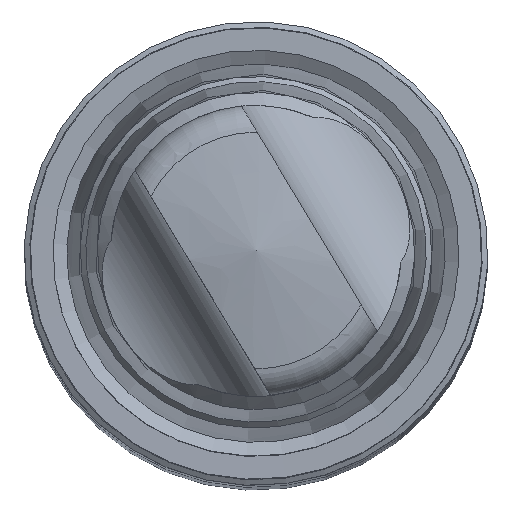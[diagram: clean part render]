
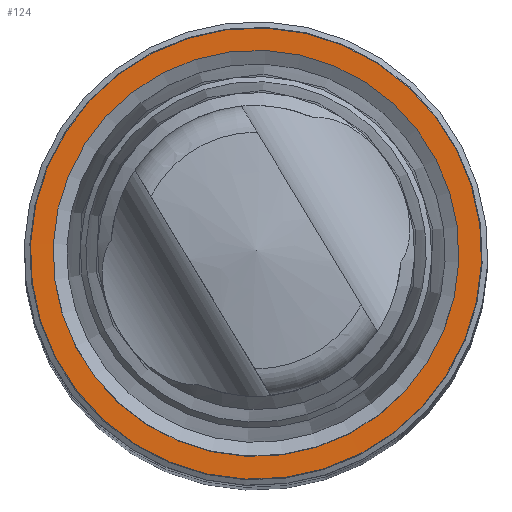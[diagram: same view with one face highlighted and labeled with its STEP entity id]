
A CAD part, top view. The second image highlights one B-rep face of the part: STEP entity #124.
In plain terms, the highlighted conical face has half-angle 89.9 degrees and reference radius 14.749 mm.
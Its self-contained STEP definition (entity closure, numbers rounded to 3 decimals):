
#75=CONICAL_SURFACE('',#432,14.749,89.9);
#101=FACE_BOUND('',#173,.T.);
#102=FACE_BOUND('',#174,.T.);
#124=ADVANCED_FACE('',(#101,#102),#75,.F.);
#173=EDGE_LOOP('',(#233));
#174=EDGE_LOOP('',(#234));
#233=ORIENTED_EDGE('',*,*,#325,.F.);
#234=ORIENTED_EDGE('',*,*,#326,.F.);
#289=VERTEX_POINT('',#738);
#290=VERTEX_POINT('',#741);
#325=EDGE_CURVE('',#289,#289,#347,.T.);
#326=EDGE_CURVE('',#290,#290,#348,.T.);
#347=CIRCLE('',#429,12.913);
#348=CIRCLE('',#431,14.36);
#429=AXIS2_PLACEMENT_3D('',#737,#519,#520);
#431=AXIS2_PLACEMENT_3D('',#740,#523,#524);
#432=AXIS2_PLACEMENT_3D('',#742,#525,#526);
#519=DIRECTION('',(0.,0.,1.));
#520=DIRECTION('',(0.992,0.129,0.));
#523=DIRECTION('',(0.,0.,-1.));
#524=DIRECTION('',(0.992,0.129,0.));
#525=DIRECTION('',(0.,0.,1.));
#526=DIRECTION('',(0.992,0.129,0.));
#737=CARTESIAN_POINT('',(0.,0.,-18.5));
#738=CARTESIAN_POINT('',(12.804,1.67,-18.5));
#740=CARTESIAN_POINT('',(0.,0.,-18.497));
#741=CARTESIAN_POINT('',(14.24,1.857,-18.497));
#742=CARTESIAN_POINT('',(0.,0.,-18.497));
